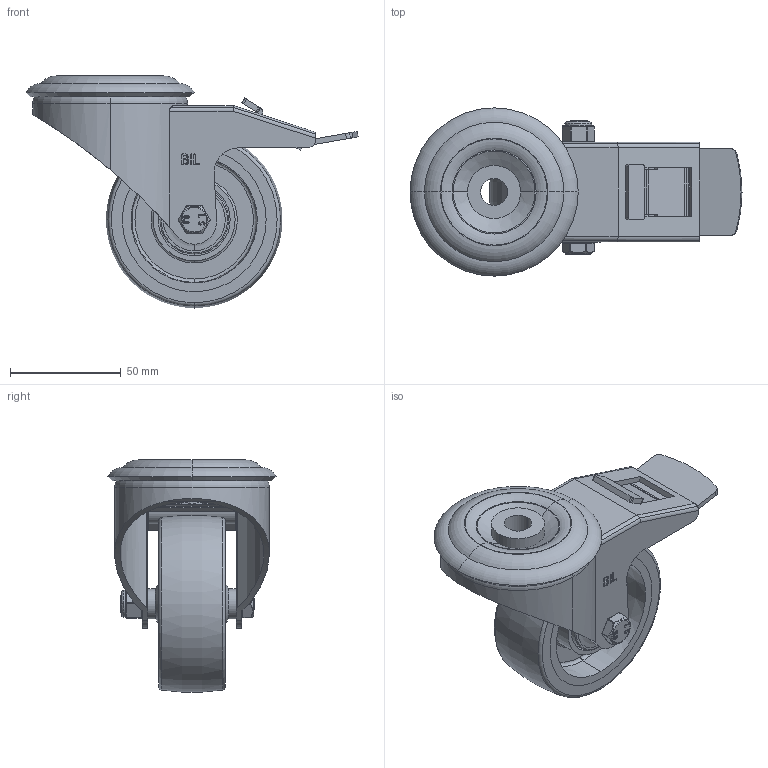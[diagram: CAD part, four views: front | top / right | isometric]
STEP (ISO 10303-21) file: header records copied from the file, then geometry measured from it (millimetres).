
FILE_DESCRIPTION(('STEP AP203'),'1');
FILE_NAME('BZMM80PNBJBH12SWB.STEP','2023-06-05T13:18:13',(' '),(' '),'Spatial InterOp 3D',' ',' ');
FILE_SCHEMA(('CONFIG_CONTROL_DESIGN'));
Length unit declared in the file: metre
Products named in the file (23): BZMM80ASBH12SWB; ZINC PLATED, PRESSED STEEL HEAD; ZINC PLATED, PRESSED STEEL FORKS; ZINC PLATED, PRESSED STEEL BRAKE PEDAL; BRAKE PAD; BZMM80PNBJBH12SWB; BZMM80WPNBJM8; POLYURETHANE TYRE; NYLON RIM; BEARING6000; OUTTER; INNER; Pattern; Component8; MIDDLE; RUBBER; CAP; HEXBOLTM8X55Z8.8; GRADE 8.8 ZINC PLATED BOLT; NYLOC NUT; NUT; RUBBER2; NYLOCM8Z
Assembly tree (29 placements, depth 5):
  BZMM80PNBJBH12SWB
    BZMM80ASBH12SWB
      ZINC PLATED, PRESSED STEEL HEAD
      ZINC PLATED, PRESSED STEEL FORKS
      ZINC PLATED, PRESSED STEEL BRAKE PEDAL
      BRAKE PAD
    BZMM80WPNBJM8
      POLYURETHANE TYRE
      NYLON RIM
      BEARING6000
        OUTTER
        INNER
        Pattern
          Component8  x7
        MIDDLE
        RUBBER
      CAP  x2
    HEXBOLTM8X55Z8.8
      GRADE 8.8 ZINC PLATED BOLT
    NYLOCM8Z
      NYLOC NUT
        NUT
        RUBBER2
Bounding box: 150 x 76 x 104.88 mm (x, y, z)
Volume: 167795 mm3; surface area: 109241.3 mm2
Topology: 23 solids, 23 shells, 1083 faces, 2854 edges, 1829 vertices
Faces by surface type: cylinder 461, plane 376, torus 102, sphere 84, extrusion 28, cone 22, bspline 10
Entity records: 41979 total; most frequent: CARTESIAN_POINT 14963, DIRECTION 5738, ORIENTED_EDGE 5328, EDGE_CURVE 2664, AXIS2_PLACEMENT_3D 2295, VERTEX_POINT 1727, CIRCLE 1267, VECTOR 1148
